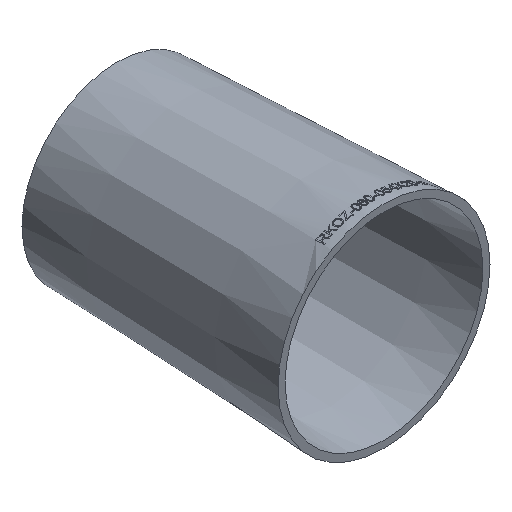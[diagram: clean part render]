
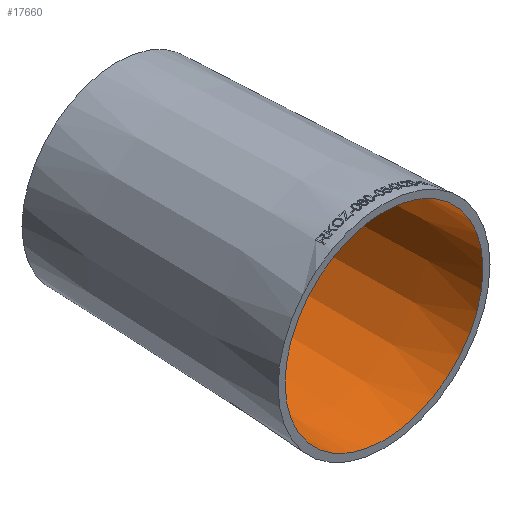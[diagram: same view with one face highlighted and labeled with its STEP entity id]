
A CAD part, isometric view. The second image highlights one B-rep face of the part: STEP entity #17660.
In plain terms, the highlighted conical face has half-angle 2.373 degrees and reference radius 28.148 mm.
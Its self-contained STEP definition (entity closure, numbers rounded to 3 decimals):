
#105 = AXIS2_PLACEMENT_3D ( 'NONE', #22996, #19095, #4713 ) ;
#149 = FACE_OUTER_BOUND ( 'NONE', #18419, .T. ) ;
#532 = AXIS2_PLACEMENT_3D ( 'NONE', #17326, #12164, #1501 ) ;
#1501 = DIRECTION ( 'NONE',  ( 0., 0., -1. ) ) ;
#1944 = CARTESIAN_POINT ( 'NONE',  ( 0., 76., -24.998 ) ) ;
#3278 = DIRECTION ( 'NONE',  ( 0., 0., -1. ) ) ;
#3867 = VERTEX_POINT ( 'NONE', #1944 ) ;
#4713 = DIRECTION ( 'NONE',  ( 0., 0., -1. ) ) ;
#5552 = FACE_BOUND ( 'NONE', #12754, .T. ) ;
#7479 = CARTESIAN_POINT ( 'NONE',  ( 0., 0., 0. ) ) ;
#8904 = DIRECTION ( 'NONE',  ( 0., -1., 0. ) ) ;
#9016 = AXIS2_PLACEMENT_3D ( 'NONE', #7479, #8904, #3278 ) ;
#9260 = CARTESIAN_POINT ( 'NONE',  ( 0., 0., -28.148 ) ) ;
#10270 = ORIENTED_EDGE ( 'NONE', *, *, #20534, .T. ) ;
#11704 = CONICAL_SURFACE ( 'NONE', #9016, 28.148, 0.041 ) ;
#12164 = DIRECTION ( 'NONE',  ( 0., -1., 0. ) ) ;
#12550 = EDGE_CURVE ( 'NONE', #3867, #3867, #23080, .T. ) ;
#12754 = EDGE_LOOP ( 'NONE', ( #20359 ) ) ;
#16582 = VERTEX_POINT ( 'NONE', #9260 ) ;
#17326 = CARTESIAN_POINT ( 'NONE',  ( 0., 76., 0. ) ) ;
#17660 = ADVANCED_FACE ( 'NONE', ( #5552, #149 ), #11704, .F. ) ;
#18419 = EDGE_LOOP ( 'NONE', ( #10270 ) ) ;
#18477 = CIRCLE ( 'NONE', #105, 28.148 ) ;
#19095 = DIRECTION ( 'NONE',  ( 0., -1., 0. ) ) ;
#20359 = ORIENTED_EDGE ( 'NONE', *, *, #12550, .F. ) ;
#20534 = EDGE_CURVE ( 'NONE', #16582, #16582, #18477, .T. ) ;
#22996 = CARTESIAN_POINT ( 'NONE',  ( 0., 0., 0. ) ) ;
#23080 = CIRCLE ( 'NONE', #532, 24.998 ) ;
